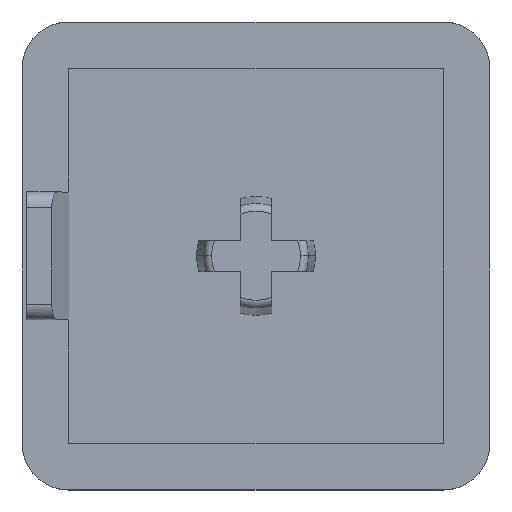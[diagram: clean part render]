
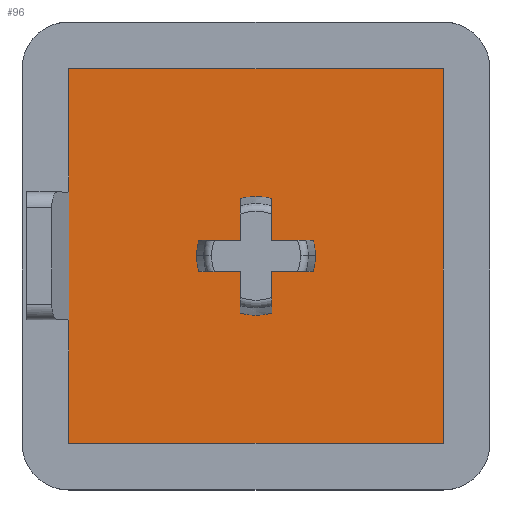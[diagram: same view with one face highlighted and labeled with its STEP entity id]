
A CAD part, top view. The second image highlights one B-rep face of the part: STEP entity #96.
In plain terms, the highlighted planar face has unit normal (0, 0, 1).
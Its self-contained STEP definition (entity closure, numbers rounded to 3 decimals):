
#96=ADVANCED_FACE('NONE',(#236,#237),#238,.T.);
#236=FACE_OUTER_BOUND('',#417,.T.);
#237=FACE_BOUND('',#418,.T.);
#238=PLANE('',#419);
#417=EDGE_LOOP('',(#638,#639,#640,#641));
#418=EDGE_LOOP('',(#642,#643,#644,#645,#646,#647,#648,#649,#650,#651,#652,#653,#654,#655));
#419=AXIS2_PLACEMENT_3D('',#656,#657,#658);
#638=ORIENTED_EDGE('',*,*,#1126,.T.);
#639=ORIENTED_EDGE('',*,*,#1127,.T.);
#640=ORIENTED_EDGE('',*,*,#1128,.T.);
#641=ORIENTED_EDGE('',*,*,#1129,.T.);
#642=ORIENTED_EDGE('',*,*,#1130,.F.);
#643=ORIENTED_EDGE('',*,*,#1131,.F.);
#644=ORIENTED_EDGE('',*,*,#1132,.F.);
#645=ORIENTED_EDGE('',*,*,#1133,.F.);
#646=ORIENTED_EDGE('',*,*,#1106,.F.);
#647=ORIENTED_EDGE('',*,*,#1134,.F.);
#648=ORIENTED_EDGE('',*,*,#1135,.F.);
#649=ORIENTED_EDGE('',*,*,#1136,.F.);
#650=ORIENTED_EDGE('',*,*,#1137,.F.);
#651=ORIENTED_EDGE('',*,*,#1138,.F.);
#652=ORIENTED_EDGE('',*,*,#1139,.F.);
#653=ORIENTED_EDGE('',*,*,#1092,.F.);
#654=ORIENTED_EDGE('',*,*,#1140,.F.);
#655=ORIENTED_EDGE('',*,*,#1141,.F.);
#656=CARTESIAN_POINT('',(-12.0,-12.0,3.0));
#657=DIRECTION('',(-0.0,0.0,1.0));
#658=DIRECTION('',(1.0,0.0,0.0));
#1092=EDGE_CURVE('NONE',#1298,#1300,#1301,.T.);
#1106=EDGE_CURVE('NONE',#1320,#1322,#1323,.T.);
#1126=EDGE_CURVE('NONE',#1359,#1360,#1361,.T.);
#1127=EDGE_CURVE('NONE',#1360,#1362,#1363,.T.);
#1128=EDGE_CURVE('NONE',#1362,#1364,#1365,.T.);
#1129=EDGE_CURVE('NONE',#1364,#1359,#1366,.T.);
#1130=EDGE_CURVE('NONE',#1367,#1368,#1369,.T.);
#1131=EDGE_CURVE('NONE',#1370,#1367,#1371,.T.);
#1132=EDGE_CURVE('NONE',#1372,#1370,#1373,.T.);
#1133=EDGE_CURVE('NONE',#1322,#1372,#1374,.T.);
#1134=EDGE_CURVE('NONE',#1375,#1320,#1376,.T.);
#1135=EDGE_CURVE('NONE',#1377,#1375,#1378,.T.);
#1136=EDGE_CURVE('NONE',#1379,#1377,#1380,.T.);
#1137=EDGE_CURVE('NONE',#1381,#1379,#1382,.T.);
#1138=EDGE_CURVE('NONE',#1383,#1381,#1384,.T.);
#1139=EDGE_CURVE('NONE',#1300,#1383,#1385,.T.);
#1140=EDGE_CURVE('NONE',#1386,#1298,#1387,.T.);
#1141=EDGE_CURVE('NONE',#1368,#1386,#1388,.T.);
#1298=VERTEX_POINT('',#1594);
#1300=VERTEX_POINT('NONE',#1597);
#1301=CIRCLE('',#1598,3.8);
#1320=VERTEX_POINT('NONE',#1627);
#1322=VERTEX_POINT('NONE',#1630);
#1323=CIRCLE('',#1631,3.8);
#1359=VERTEX_POINT('NONE',#1680);
#1360=VERTEX_POINT('NONE',#1681);
#1361=LINE('',#1682,#1683);
#1362=VERTEX_POINT('NONE',#1684);
#1363=LINE('',#1685,#1686);
#1364=VERTEX_POINT('NONE',#1687);
#1365=LINE('',#1688,#1689);
#1366=LINE('',#1690,#1691);
#1367=VERTEX_POINT('NONE',#1692);
#1368=VERTEX_POINT('NONE',#1693);
#1369=LINE('',#1694,#1695);
#1370=VERTEX_POINT('NONE',#1696);
#1371=CIRCLE('',#1697,3.8);
#1372=VERTEX_POINT('NONE',#1698);
#1373=LINE('',#1699,#1700);
#1374=LINE('',#1701,#1702);
#1375=VERTEX_POINT('NONE',#1703);
#1376=CIRCLE('',#1704,3.8);
#1377=VERTEX_POINT('NONE',#1705);
#1378=LINE('',#1706,#1707);
#1379=VERTEX_POINT('NONE',#1708);
#1380=LINE('',#1709,#1710);
#1381=VERTEX_POINT('NONE',#1711);
#1382=CIRCLE('',#1712,3.8);
#1383=VERTEX_POINT('NONE',#1713);
#1384=LINE('',#1714,#1715);
#1385=LINE('',#1716,#1717);
#1386=VERTEX_POINT('NONE',#1718);
#1387=CIRCLE('',#1719,3.8);
#1388=LINE('',#1720,#1721);
#1594=CARTESIAN_POINT('',(3.8,0.,3.0));
#1597=CARTESIAN_POINT('',(3.666,1.,3.0));
#1598=AXIS2_PLACEMENT_3D('',#2033,#2034,#2035);
#1627=CARTESIAN_POINT('',(-3.8,0.0,3.0));
#1630=CARTESIAN_POINT('',(-3.666,-1.,3.0));
#1631=AXIS2_PLACEMENT_3D('',#2054,#2055,#2056);
#1680=CARTESIAN_POINT('',(-12.0,12.0,3.0));
#1681=CARTESIAN_POINT('',(-12.0,-12.0,3.0));
#1682=CARTESIAN_POINT('',(-12.0,12.0,3.0));
#1683=VECTOR('',#2082,1000.0);
#1684=CARTESIAN_POINT('',(12.0,-12.0,3.0));
#1685=CARTESIAN_POINT('',(-12.0,-12.0,3.0));
#1686=VECTOR('',#2083,1000.0);
#1687=CARTESIAN_POINT('',(12.0,12.0,3.0));
#1688=CARTESIAN_POINT('',(12.0,12.0,3.0));
#1689=VECTOR('',#2084,1000.0);
#1690=CARTESIAN_POINT('',(-12.0,12.0,3.0));
#1691=VECTOR('',#2085,1000.0);
#1692=CARTESIAN_POINT('',(1.0,-3.666,3.0));
#1693=CARTESIAN_POINT('',(1.0,-1.0,3.0));
#1694=CARTESIAN_POINT('',(1.0,-1.0,3.0));
#1695=VECTOR('',#2086,1000.0);
#1696=CARTESIAN_POINT('',(-1.,-3.666,3.0));
#1697=AXIS2_PLACEMENT_3D('',#2087,#2088,#2089);
#1698=CARTESIAN_POINT('',(-1.,-1.,3.0));
#1699=CARTESIAN_POINT('',(-1.,-1.,3.0));
#1700=VECTOR('',#2090,1000.0);
#1701=CARTESIAN_POINT('',(-3.666,-1.0,3.0));
#1702=VECTOR('',#2091,1000.0);
#1703=CARTESIAN_POINT('',(-3.666,1.0,3.0));
#1704=AXIS2_PLACEMENT_3D('',#2092,#2093,#2094);
#1705=CARTESIAN_POINT('',(-1.,1.0,3.0));
#1706=CARTESIAN_POINT('',(-3.666,1.0,3.0));
#1707=VECTOR('',#2095,1000.0);
#1708=CARTESIAN_POINT('',(-1.,3.666,3.0));
#1709=CARTESIAN_POINT('',(-1.,3.666,3.0));
#1710=VECTOR('',#2096,1000.0);
#1711=CARTESIAN_POINT('',(1.0,3.666,3.0));
#1712=AXIS2_PLACEMENT_3D('',#2097,#2098,#2099);
#1713=CARTESIAN_POINT('',(1.0,1.0,3.0));
#1714=CARTESIAN_POINT('',(1.0,3.666,3.0));
#1715=VECTOR('',#2100,1000.0);
#1716=CARTESIAN_POINT('',(1.0,1.0,3.0));
#1717=VECTOR('',#2101,1000.0);
#1718=CARTESIAN_POINT('',(3.666,-1.0,3.0));
#1719=AXIS2_PLACEMENT_3D('',#2102,#2103,#2104);
#1720=CARTESIAN_POINT('',(1.0,-1.0,3.0));
#1721=VECTOR('',#2105,1000.0);
#2033=CARTESIAN_POINT('',(0.0,0.0,3.0));
#2034=DIRECTION('',(0.0,0.0,1.0));
#2035=DIRECTION('',(1.0,0.0,0.0));
#2054=CARTESIAN_POINT('',(0.0,0.0,3.0));
#2055=DIRECTION('',(0.0,0.0,1.0));
#2056=DIRECTION('',(1.0,0.0,0.0));
#2082=DIRECTION('',(0.0,-1.0,0.0));
#2083=DIRECTION('',(1.0,0.0,0.0));
#2084=DIRECTION('',(0.,1.0,-0.0));
#2085=DIRECTION('',(-1.0,-0.0,-0.0));
#2086=DIRECTION('',(0.,1.0,-0.0));
#2087=CARTESIAN_POINT('',(0.0,0.0,3.0));
#2088=DIRECTION('',(0.0,0.0,1.0));
#2089=DIRECTION('',(1.0,0.0,0.0));
#2090=DIRECTION('',(0.0,-1.0,0.0));
#2091=DIRECTION('',(1.0,0.,0.0));
#2092=CARTESIAN_POINT('',(0.0,0.0,3.0));
#2093=DIRECTION('',(0.0,0.0,1.0));
#2094=DIRECTION('',(1.0,0.0,0.0));
#2095=DIRECTION('',(-1.0,-0.0,-0.0));
#2096=DIRECTION('',(0.0,-1.0,0.0));
#2097=CARTESIAN_POINT('',(0.0,0.0,3.0));
#2098=DIRECTION('',(0.0,0.0,1.0));
#2099=DIRECTION('',(1.0,0.0,0.0));
#2100=DIRECTION('',(0.,1.0,-0.0));
#2101=DIRECTION('',(-1.0,-0.0,-0.0));
#2102=CARTESIAN_POINT('',(0.0,0.0,3.0));
#2103=DIRECTION('',(0.0,0.0,1.0));
#2104=DIRECTION('',(1.0,0.0,0.0));
#2105=DIRECTION('',(1.0,0.,0.0));
